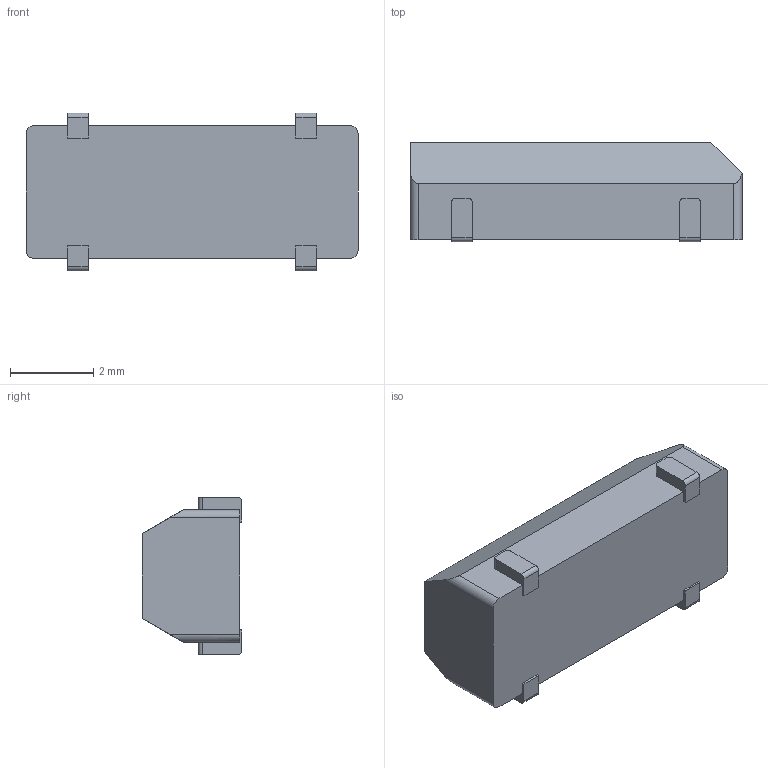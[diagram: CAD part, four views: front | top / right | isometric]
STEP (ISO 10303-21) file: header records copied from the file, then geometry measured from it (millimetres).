
FILE_DESCRIPTION (( 'STEP AP214' ), '1' );
FILE_NAME ('smd08038p4.STEP', '2019-07-22T21:12:40', ( '砐錪賧瘔蠈錪 Windows' ), ( '' ), 'SwSTEP 2.0', 'SolidWorks 2017', '' );
FILE_SCHEMA (( 'AUTOMOTIVE_DESIGN' ));
Length unit declared in the file: millimetre
Products named in the file (1): smd08038p4
Bounding box: 8 x 2.4 x 3.8 mm (x, y, z)
Volume: 55.5 mm3; surface area: 97.8 mm2
Topology: 1 solids, 1 shells, 49 faces, 141 edges, 94 vertices
Faces by surface type: plane 33, cylinder 16
Entity records: 2033 total; most frequent: CARTESIAN_POINT 303, ORIENTED_EDGE 282, DIRECTION 263, EDGE_CURVE 141, LINE 107, VECTOR 107, VERTEX_POINT 94, AXIS2_PLACEMENT_3D 78
